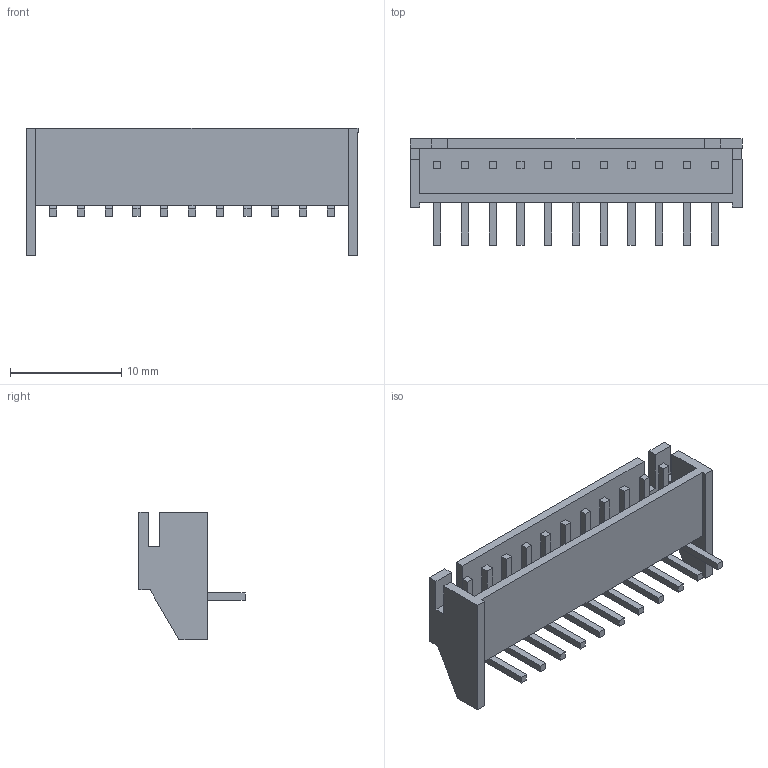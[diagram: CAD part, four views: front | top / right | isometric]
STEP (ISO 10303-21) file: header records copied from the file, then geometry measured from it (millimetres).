
FILE_DESCRIPTION (( 'STEP AP214' ), '1' );
FILE_NAME ('S11B-XH-A-1.STEP', '2010-06-21T03:33:40', ( '9g-mnaganawa' ), ( 'ｊｓｔ－ｏｅｃ' ), 'SwSTEP 2.0', 'SolidWorks 2005235', '' );
FILE_SCHEMA (( 'AUTOMOTIVE_DESIGN' ));
Length unit declared in the file: millimetre
Products named in the file (1): S11B-XH-A-1
Bounding box: 29.9 x 9.55 x 11.5 mm (x, y, z)
Volume: 735.7 mm3; surface area: 1564.1 mm2
Topology: 1 solids, 1 shells, 164 faces, 420 edges, 280 vertices
Faces by surface type: plane 142, cylinder 22
Entity records: 6383 total; most frequent: CARTESIAN_POINT 865, ORIENTED_EDGE 840, DIRECTION 794, EDGE_CURVE 420, VECTOR 376, LINE 376, VERTEX_POINT 280, AXIS2_PLACEMENT_3D 209
